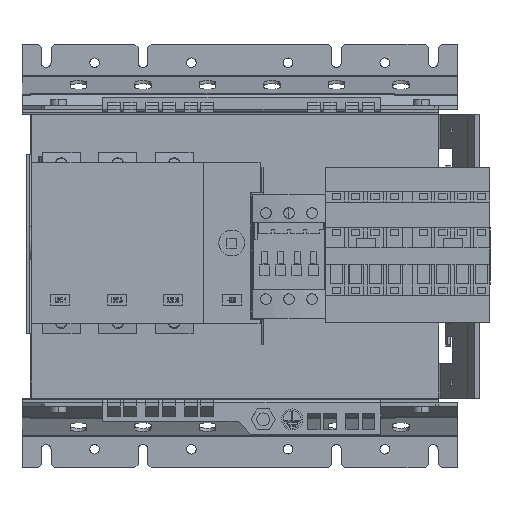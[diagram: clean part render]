
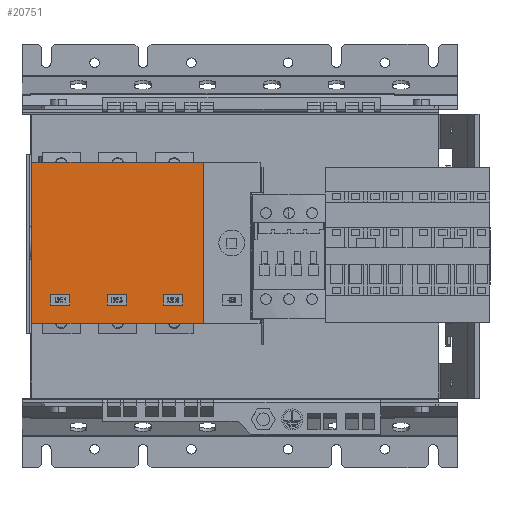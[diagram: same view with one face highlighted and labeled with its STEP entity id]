
A CAD part, front view. The second image highlights one B-rep face of the part: STEP entity #20751.
In plain terms, the highlighted planar face has unit normal (0, -1, 0).
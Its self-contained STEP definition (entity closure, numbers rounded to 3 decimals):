
#1333=DIRECTION('',(0.,0.,1.));
#1334=VECTOR('',#1333,6.8);
#1335=CARTESIAN_POINT('',(-946.513,72.942,2040.28));
#1336=LINE('',#1335,#1334);
#1341=DIRECTION('',(0.,0.,-1.));
#1342=VECTOR('',#1341,100.);
#1343=CARTESIAN_POINT('',(-851.763,72.942,2128.78));
#1344=LINE('',#1343,#1342);
#1345=DIRECTION('',(-1.,0.,0.));
#1346=VECTOR('',#1345,106.5);
#1347=CARTESIAN_POINT('',(-851.763,72.942,2028.78));
#1348=LINE('',#1347,#1346);
#1361=DIRECTION('',(0.,0.,-1.));
#1362=VECTOR('',#1361,100.);
#1363=CARTESIAN_POINT('',(-958.263,72.942,2128.78));
#1364=LINE('',#1363,#1362);
#14275=DIRECTION('',(-1.,0.,0.));
#14276=VECTOR('',#14275,106.5);
#14277=CARTESIAN_POINT('',(-851.763,72.942,
2128.78));
#14278=LINE('',#14277,#14276);
#14914=DIRECTION('',(-1.,0.,0.));
#14915=VECTOR('',#14914,11.9);
#14916=CARTESIAN_POINT('',(-934.613,72.942,
2040.28));
#14917=LINE('',#14916,#14915);
#15106=DIRECTION('',(1.,0.,0.));
#15107=VECTOR('',#15106,11.9);
#15108=CARTESIAN_POINT('',(-946.513,72.942,
2047.08));
#15109=LINE('',#15108,#15107);
#15114=DIRECTION('',(0.,0.,-1.));
#15115=VECTOR('',#15114,6.8);
#15116=CARTESIAN_POINT('',(-934.613,72.942,
2047.08));
#15117=LINE('',#15116,#15115);
#15454=DIRECTION('',(-1.,0.,0.));
#15455=VECTOR('',#15454,11.9);
#15456=CARTESIAN_POINT('',(-899.613,72.942,
2040.28));
#15457=LINE('',#15456,#15455);
#15462=DIRECTION('',(0.,0.,1.));
#15463=VECTOR('',#15462,6.8);
#15464=CARTESIAN_POINT('',(-911.513,72.942,
2040.28));
#15465=LINE('',#15464,#15463);
#15470=DIRECTION('',(1.,0.,0.));
#15471=VECTOR('',#15470,11.9);
#15472=CARTESIAN_POINT('',(-911.513,72.942,
2047.08));
#15473=LINE('',#15472,#15471);
#15478=DIRECTION('',(0.,0.,-1.));
#15479=VECTOR('',#15478,6.8);
#15480=CARTESIAN_POINT('',(-899.613,72.942,
2047.08));
#15481=LINE('',#15480,#15479);
#16042=DIRECTION('',(-1.,0.,0.));
#16043=VECTOR('',#16042,11.9);
#16044=CARTESIAN_POINT('',(-864.613,72.942,
2040.28));
#16045=LINE('',#16044,#16043);
#16050=DIRECTION('',(0.,0.,1.));
#16051=VECTOR('',#16050,6.8);
#16052=CARTESIAN_POINT('',(-876.513,72.942,
2040.28));
#16053=LINE('',#16052,#16051);
#16058=DIRECTION('',(1.,0.,0.));
#16059=VECTOR('',#16058,11.9);
#16060=CARTESIAN_POINT('',(-876.513,72.942,
2047.08));
#16061=LINE('',#16060,#16059);
#16066=DIRECTION('',(0.,0.,-1.));
#16067=VECTOR('',#16066,6.8);
#16068=CARTESIAN_POINT('',(-864.613,72.942,
2047.08));
#16069=LINE('',#16068,#16067);
#19086=CARTESIAN_POINT('',(-958.263,72.942,
2128.78));
#19087=VERTEX_POINT('',#19086);
#19088=CARTESIAN_POINT('',(-958.263,72.942,
2028.78));
#19089=VERTEX_POINT('',#19088);
#19102=CARTESIAN_POINT('',(-851.763,72.942,
2128.78));
#19103=VERTEX_POINT('',#19102);
#19106=CARTESIAN_POINT('',(-851.763,72.942,
2028.78));
#19107=VERTEX_POINT('',#19106);
#19255=CARTESIAN_POINT('',(-946.513,72.942,
2040.28));
#19256=CARTESIAN_POINT('',(-946.513,72.942,
2047.08));
#19257=VERTEX_POINT('',#19255);
#19258=VERTEX_POINT('',#19256);
#19259=CARTESIAN_POINT('',(-934.613,72.942,
2040.28));
#19260=VERTEX_POINT('',#19259);
#19261=CARTESIAN_POINT('',(-934.613,72.942,
2047.08));
#19262=VERTEX_POINT('',#19261);
#19263=CARTESIAN_POINT('',(-899.613,72.942,
2040.28));
#19264=CARTESIAN_POINT('',(-911.513,72.942,
2040.28));
#19265=VERTEX_POINT('',#19263);
#19266=VERTEX_POINT('',#19264);
#19267=CARTESIAN_POINT('',(-899.613,72.942,
2047.08));
#19268=VERTEX_POINT('',#19267);
#19269=CARTESIAN_POINT('',(-911.513,72.942,
2047.08));
#19270=VERTEX_POINT('',#19269);
#19271=CARTESIAN_POINT('',(-864.613,72.942,
2040.28));
#19272=CARTESIAN_POINT('',(-876.513,72.942,
2040.28));
#19273=VERTEX_POINT('',#19271);
#19274=VERTEX_POINT('',#19272);
#19275=CARTESIAN_POINT('',(-864.613,72.942,
2047.08));
#19276=VERTEX_POINT('',#19275);
#19277=CARTESIAN_POINT('',(-876.513,72.942,
2047.08));
#19278=VERTEX_POINT('',#19277);
#20707=CARTESIAN_POINT('',(-958.263,72.942,
2028.78));
#20708=DIRECTION('',(0.,-1.,0.));
#20709=DIRECTION('',(0.,0.,1.));
#20710=AXIS2_PLACEMENT_3D('',#20707,#20708,#20709);
#20711=PLANE('',#20710);
#20713=ORIENTED_EDGE('',*,*,#20712,.F.);
#20715=ORIENTED_EDGE('',*,*,#20714,.F.);
#20717=ORIENTED_EDGE('',*,*,#20716,.T.);
#20719=ORIENTED_EDGE('',*,*,#20718,.T.);
#20720=EDGE_LOOP('',(#20713,#20715,#20717,#20719));
#20721=FACE_OUTER_BOUND('',#20720,.F.);
#20722=ORIENTED_EDGE('',*,*,#20696,.F.);
#20724=ORIENTED_EDGE('',*,*,#20723,.F.);
#20726=ORIENTED_EDGE('',*,*,#20725,.F.);
#20728=ORIENTED_EDGE('',*,*,#20727,.F.);
#20729=EDGE_LOOP('',(#20722,#20724,#20726,#20728));
#20730=FACE_BOUND('',#20729,.F.);
#20732=ORIENTED_EDGE('',*,*,#20731,.F.);
#20734=ORIENTED_EDGE('',*,*,#20733,.F.);
#20736=ORIENTED_EDGE('',*,*,#20735,.F.);
#20738=ORIENTED_EDGE('',*,*,#20737,.F.);
#20739=EDGE_LOOP('',(#20732,#20734,#20736,#20738));
#20740=FACE_BOUND('',#20739,.F.);
#20742=ORIENTED_EDGE('',*,*,#20741,.F.);
#20744=ORIENTED_EDGE('',*,*,#20743,.F.);
#20746=ORIENTED_EDGE('',*,*,#20745,.F.);
#20748=ORIENTED_EDGE('',*,*,#20747,.F.);
#20749=EDGE_LOOP('',(#20742,#20744,#20746,#20748));
#20750=FACE_BOUND('',#20749,.F.);
#20751=ADVANCED_FACE('',(#20721,#20730,#20740,#20750),#20711,.T.);
#20696=EDGE_CURVE('',#19257,#19258,#1336,.T.);
#20712=EDGE_CURVE('',#19087,#19089,#1364,.T.);
#20714=EDGE_CURVE('',#19103,#19087,#14278,.T.);
#20716=EDGE_CURVE('',#19103,#19107,#1344,.T.);
#20718=EDGE_CURVE('',#19107,#19089,#1348,.T.);
#20723=EDGE_CURVE('',#19260,#19257,#14917,.T.);
#20725=EDGE_CURVE('',#19262,#19260,#15117,.T.);
#20727=EDGE_CURVE('',#19258,#19262,#15109,.T.);
#20731=EDGE_CURVE('',#19265,#19266,#15457,.T.);
#20733=EDGE_CURVE('',#19268,#19265,#15481,.T.);
#20735=EDGE_CURVE('',#19270,#19268,#15473,.T.);
#20737=EDGE_CURVE('',#19266,#19270,#15465,.T.);
#20741=EDGE_CURVE('',#19273,#19274,#16045,.T.);
#20743=EDGE_CURVE('',#19276,#19273,#16069,.T.);
#20745=EDGE_CURVE('',#19278,#19276,#16061,.T.);
#20747=EDGE_CURVE('',#19274,#19278,#16053,.T.);
